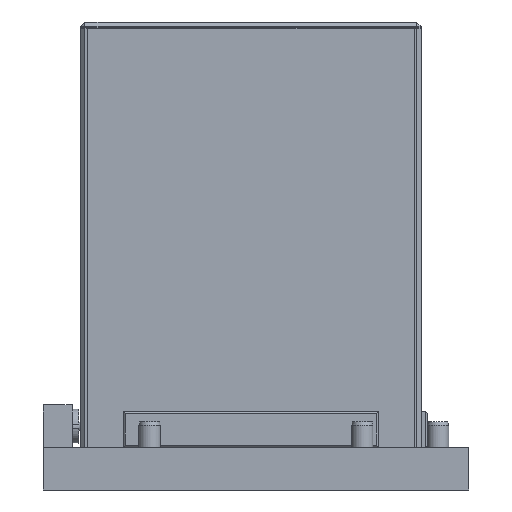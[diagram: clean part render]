
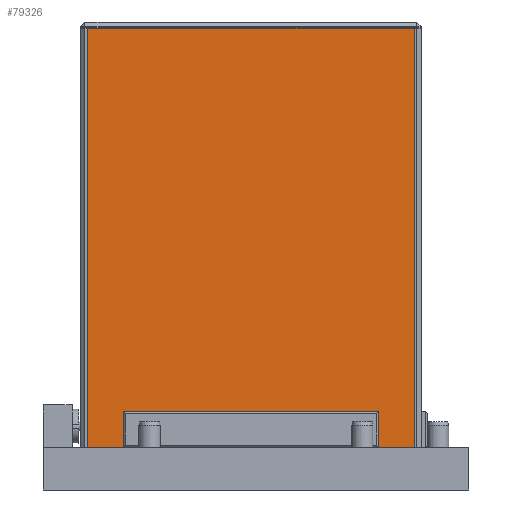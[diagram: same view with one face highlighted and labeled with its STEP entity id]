
A CAD part, front view. The second image highlights one B-rep face of the part: STEP entity #79326.
In plain terms, the highlighted face is planar.
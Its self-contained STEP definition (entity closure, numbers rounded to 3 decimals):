
#2268=VECTOR('',#55685,1.);
#2272=VECTOR('',#55691,1.);
#2275=VECTOR('',#55696,1.);
#2277=VECTOR('',#55700,1.);
#2279=VECTOR('',#55702,1.);
#2287=VECTOR('',#55712,1.);
#2288=VECTOR('',#55713,1.);
#2289=VECTOR('',#55714,1.);
#3960=LINE('',#71316,#2268);
#3964=LINE('',#71324,#2272);
#3967=LINE('',#71330,#2275);
#3969=LINE('',#71334,#2277);
#3971=LINE('',#71337,#2279);
#3979=LINE('',#71354,#2287);
#3980=LINE('',#71355,#2288);
#3981=LINE('',#71356,#2289);
#29304=ORIENTED_EDGE('',*,*,#39341,.F.);
#29305=ORIENTED_EDGE('',*,*,#39342,.F.);
#29306=ORIENTED_EDGE('',*,*,#39333,.F.);
#29307=ORIENTED_EDGE('',*,*,#39322,.F.);
#29308=ORIENTED_EDGE('',*,*,#39326,.F.);
#29309=ORIENTED_EDGE('',*,*,#39329,.T.);
#29310=ORIENTED_EDGE('',*,*,#39331,.F.);
#29311=ORIENTED_EDGE('',*,*,#39343,.F.);
#34830=VERTEX_POINT('',#71312);
#34832=VERTEX_POINT('',#71315);
#34834=VERTEX_POINT('',#71321);
#34836=VERTEX_POINT('',#71327);
#34838=VERTEX_POINT('',#71333);
#34839=VERTEX_POINT('',#71336);
#34846=VERTEX_POINT('',#71352);
#34847=VERTEX_POINT('',#71353);
#39322=EDGE_CURVE('',#34830,#34832,#3960,.T.);
#39326=EDGE_CURVE('',#34834,#34830,#3964,.T.);
#39329=EDGE_CURVE('',#34834,#34836,#3967,.T.);
#39331=EDGE_CURVE('',#34838,#34836,#3969,.T.);
#39333=EDGE_CURVE('',#34832,#34839,#3971,.T.);
#39341=EDGE_CURVE('',#34846,#34847,#3979,.T.);
#39342=EDGE_CURVE('',#34839,#34846,#3980,.T.);
#39343=EDGE_CURVE('',#34847,#34838,#3981,.T.);
#42289=EDGE_LOOP('',(#29304,#29305,#29306,#29307,#29308,#29309,#29310,#29311));
#45246=FACE_BOUND('',#42289,.T.);
#55685=DIRECTION('',(-8.5,0.,0.));
#55691=DIRECTION('',(0.,-60.,0.));
#55696=DIRECTION('',(-8.5,0.,0.));
#55700=DIRECTION('',(0.,-8.4,0.));
#55702=DIRECTION('',(0.,-8.4,0.));
#55710=DIRECTION('',(0.,0.,-1.));
#55711=DIRECTION('',(0.,1.,0.));
#55712=DIRECTION('',(0.,76.8,0.));
#55713=DIRECTION('',(98.5,0.,0.));
#55714=DIRECTION('',(-98.5,0.,0.));
#71312=CARTESIAN_POINT('',(10.,8.5,0.));
#71315=CARTESIAN_POINT('',(1.5,8.5,0.));
#71316=CARTESIAN_POINT('',(10.,8.5,0.));
#71321=CARTESIAN_POINT('',(10.,68.5,0.));
#71324=CARTESIAN_POINT('',(10.,68.5,0.));
#71327=CARTESIAN_POINT('',(1.5,68.5,0.));
#71330=CARTESIAN_POINT('',(10.,68.5,0.));
#71333=CARTESIAN_POINT('',(1.5,76.9,0.));
#71334=CARTESIAN_POINT('',(1.5,76.9,0.));
#71336=CARTESIAN_POINT('',(1.5,0.1,0.));
#71337=CARTESIAN_POINT('',(1.5,8.5,0.));
#71351=CARTESIAN_POINT('',(100.,0.1,0.));
#71352=CARTESIAN_POINT('',(100.,0.1,0.));
#71353=CARTESIAN_POINT('',(100.,76.9,0.));
#71354=CARTESIAN_POINT('',(100.,0.1,0.));
#71355=CARTESIAN_POINT('',(1.5,0.1,0.));
#71356=CARTESIAN_POINT('',(100.,76.9,0.));
#76191=AXIS2_PLACEMENT_3D('',#71351,#55710,#55711);
#77161=PLANE('',#76191);
#79326=ADVANCED_FACE('',(#45246),#77161,.T.);
